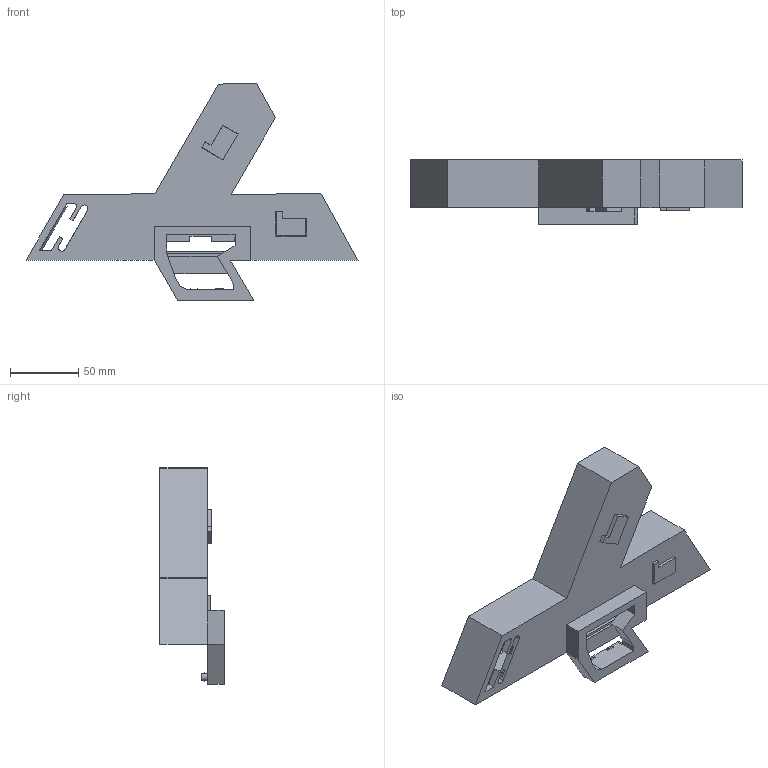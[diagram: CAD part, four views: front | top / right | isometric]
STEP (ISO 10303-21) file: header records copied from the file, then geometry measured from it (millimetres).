
FILE_DESCRIPTION(/* description */ (''),/* implementation_level */ '2;1');
FILE_NAME(/* name */ 'nixlight v29.stp',/* time_stamp */ '2025-09-12T00:14:06+02:00',/* author */ (''),/* organization */ (''),/* preprocessor_version */ 'ST-DEVELOPER v20.1',/* originating_system */ 'Autodesk Translation Framework v14.10.0.0',/* authorisation */ '');
FILE_SCHEMA (('AUTOMOTIVE_DESIGN { 1 0 10303 214 3 1 1 }'));
Length unit declared in the file: millimetre
Products named in the file (1): nixlight
Bounding box: 242.83 x 47 x 158.71 mm (x, y, z)
Volume: 193253.6 mm3; surface area: 86922.8 mm2
Topology: 4 solids, 4 shells, 289 faces, 745 edges, 487 vertices
Faces by surface type: plane 239, cylinder 48, bspline 1, cone 1
Entity records: 8737 total; most frequent: CARTESIAN_POINT 1606, ORIENTED_EDGE 1490, DIRECTION 1388, EDGE_CURVE 745, LINE 638, VECTOR 638, VERTEX_POINT 487, AXIS2_PLACEMENT_3D 375
